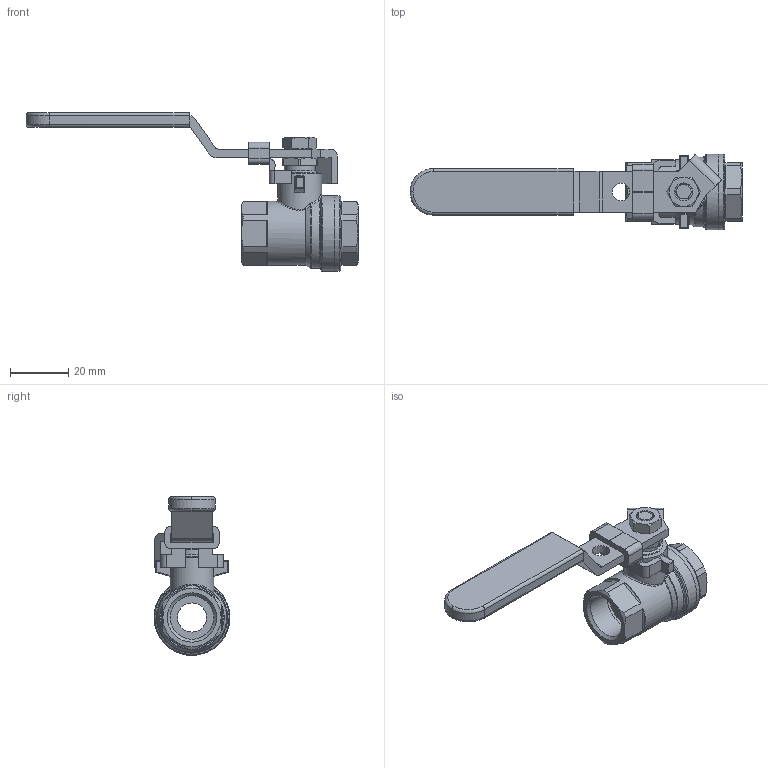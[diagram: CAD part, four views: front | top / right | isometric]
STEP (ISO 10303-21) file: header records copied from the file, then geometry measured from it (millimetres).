
FILE_DESCRIPTION(/* description */ ('Unknown'),/* implementation_level */ '2;1');
FILE_NAME(/* name */ '9360-03',/* time_stamp */ '2022-07-04T08:32:58+02:00',/* author */ ('Unknown'),/* organization */ ('Unknown'),/* preprocessor_version */ 'ST-DEVELOPER v16.7',/* originating_system */ 'Solid Edge',/* authorisation */ 'Unknown');
FILE_SCHEMA (('AUTOMOTIVE_DESIGN {1 0 10303 214 3 1 1}'));
Length unit declared in the file: millimetre
Products named in the file (15): 9360-03; Edelstahlgriff-1_4-3_4; Stahlgriff-n; Stahlgriff-u; schloss; 9380__3_8_Zusammenbau_oa_0; Körper__3_8; Spindel-Zusammanbau_oa_1; Stopfbuchse__1_4 - 3_8; Spindel__1_4 - 3_8; Einschraubteil__3_8; 620-1_4-Mutter-Fl.G.
Assembly tree (14 placements, depth 4):
  9360-03
    Edelstahlgriff-1_4-3_4
      Stahlgriff-n
        Stahlgriff-n
      Stahlgriff-u
        Stahlgriff-u
      schloss
        schloss
    9380__3_8_Zusammenbau_oa_0
      Körper__3_8
      Spindel-Zusammanbau_oa_1
        Stopfbuchse__1_4 - 3_8
        Spindel__1_4 - 3_8
      Einschraubteil__3_8
    620-1_4-Mutter-Fl.G.
Bounding box: 114 x 26 x 54.5 mm (x, y, z)
Volume: 18243.5 mm3; surface area: 19168.5 mm2
Topology: 8 solids, 8 shells, 324 faces, 783 edges, 482 vertices
Faces by surface type: plane 132, cylinder 99, cone 47, bspline 27, sphere 12, torus 7
Full cylindrical faces by diameter (mm): 5 x1, 6 x1, 8 x1, 8.1 x1, 8.3 x1, 10 x3, 10.5 x2, 10.647 x2, 12 x1, 14.95 x4, 15 x1, 16 x2, 18.917 x1, 20 x1, 22 x1, 23.2 x1, 26 x2
Entity records: 11875 total; most frequent: CARTESIAN_POINT 3020, DIRECTION 1465, ORIENTED_EDGE 1432, EDGE_CURVE 716, AXIS2_PLACEMENT_3D 578, VERTEX_POINT 462, EDGE_LOOP 392, FACE_BOUND 392
